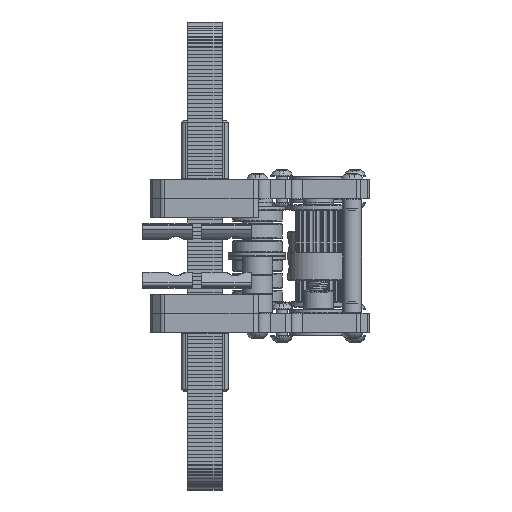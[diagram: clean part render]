
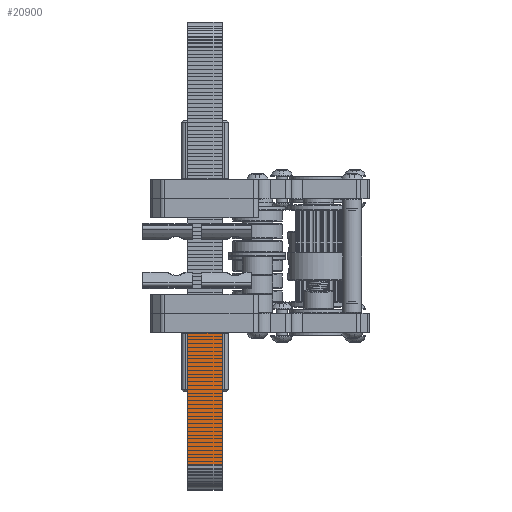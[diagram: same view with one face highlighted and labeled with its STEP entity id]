
A CAD part, left-side view. The second image highlights one B-rep face of the part: STEP entity #20900.
In plain terms, the highlighted face is planar.
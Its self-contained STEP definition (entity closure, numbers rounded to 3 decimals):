
#919=PLANE('',#22762);
#1981=FACE_OUTER_BOUND('',#3140,.T.);
#3140=EDGE_LOOP('',(#16656,#16657,#16658,#16659));
#4496=LINE('',#34423,#6936);
#4497=LINE('',#34426,#6937);
#4498=LINE('',#34428,#6938);
#4499=LINE('',#34429,#6939);
#6936=VECTOR('',#26352,10.);
#6937=VECTOR('',#26355,10.);
#6938=VECTOR('',#26356,10.);
#6939=VECTOR('',#26357,10.);
#9967=VERTEX_POINT('',#34417);
#9969=VERTEX_POINT('',#34421);
#9970=VERTEX_POINT('',#34425);
#9971=VERTEX_POINT('',#34427);
#12405=EDGE_CURVE('',#9967,#9969,#4496,.T.);
#12406=EDGE_CURVE('',#9967,#9970,#4497,.T.);
#12407=EDGE_CURVE('',#9969,#9971,#4498,.T.);
#12408=EDGE_CURVE('',#9970,#9971,#4499,.T.);
#16656=ORIENTED_EDGE('',*,*,#12406,.F.);
#16657=ORIENTED_EDGE('',*,*,#12405,.T.);
#16658=ORIENTED_EDGE('',*,*,#12407,.T.);
#16659=ORIENTED_EDGE('',*,*,#12408,.F.);
#20900=ADVANCED_FACE('',(#1981),#919,.F.);
#22762=AXIS2_PLACEMENT_3D('',#34424,#26353,#26354);
#26352=DIRECTION('',(0.,1.,0.));
#26353=DIRECTION('center_axis',(-1.,0.,0.));
#26354=DIRECTION('ref_axis',(0.,0.,
1.));
#26355=DIRECTION('',(0.,0.,1.));
#26356=DIRECTION('',(0.,0.,1.));
#26357=DIRECTION('',(0.,1.,0.));
#34417=CARTESIAN_POINT('',(185.,-210.5,-54.791));
#34421=CARTESIAN_POINT('',(185.,-201.5,-54.791));
#34423=CARTESIAN_POINT('',(185.,-210.5,-54.791));
#34424=CARTESIAN_POINT('Origin',(185.,-210.5,-54.791));
#34425=CARTESIAN_POINT('',(185.,-210.5,-15.));
#34426=CARTESIAN_POINT('',(185.,-210.5,-54.791));
#34427=CARTESIAN_POINT('',(185.,-201.5,-15.));
#34428=CARTESIAN_POINT('',(185.,-201.5,-54.791));
#34429=CARTESIAN_POINT('',(185.,-210.5,-15.));
